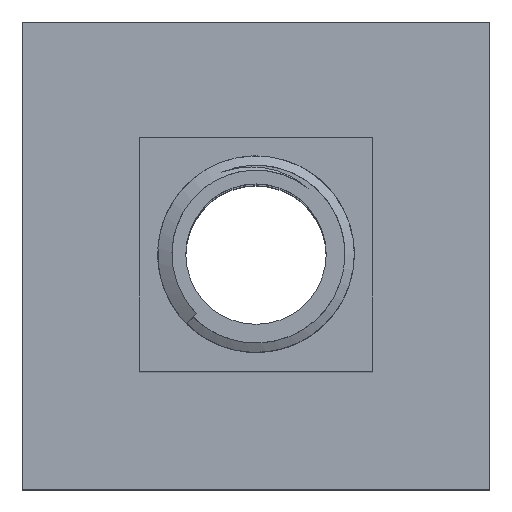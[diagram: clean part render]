
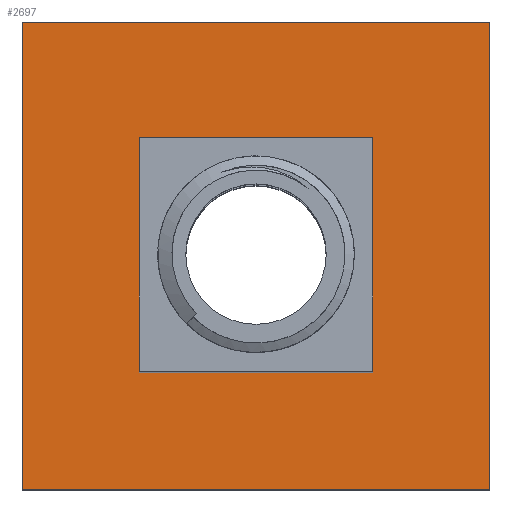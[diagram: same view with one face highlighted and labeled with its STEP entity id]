
A CAD part, top view. The second image highlights one B-rep face of the part: STEP entity #2697.
In plain terms, the highlighted planar face has unit normal (0, 0, 1).
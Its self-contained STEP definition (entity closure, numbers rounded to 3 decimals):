
#52 = CARTESIAN_POINT ( 'NONE',  ( 25., -25., 0. ) ) ;
#143 = VERTEX_POINT ( 'NONE', #3295 ) ;
#311 = CARTESIAN_POINT ( 'NONE',  ( 25., -25., 0. ) ) ;
#339 = DIRECTION ( 'NONE',  ( -1., 0., 0. ) ) ;
#528 = CARTESIAN_POINT ( 'NONE',  ( 0., 0., 0. ) ) ;
#619 = ORIENTED_EDGE ( 'NONE', *, *, #719, .F. ) ;
#693 = CARTESIAN_POINT ( 'NONE',  ( 0., 0., 0. ) ) ;
#719 = EDGE_CURVE ( 'NONE', #1364, #143, #3635, .T. ) ;
#758 = DIRECTION ( 'NONE',  ( 0., 1., 0. ) ) ;
#769 = ORIENTED_EDGE ( 'NONE', *, *, #4105, .F. ) ;
#810 = LINE ( 'NONE', #4384, #2027 ) ;
#929 = VECTOR ( 'NONE', #1648, 1000. ) ;
#976 = DIRECTION ( 'NONE',  ( 0., -1., 0. ) ) ;
#1025 = CARTESIAN_POINT ( 'NONE',  ( -9.5, 0., 0. ) ) ;
#1031 = LINE ( 'NONE', #1058, #2183 ) ;
#1058 = CARTESIAN_POINT ( 'NONE',  ( 25., -25., 0. ) ) ;
#1153 = EDGE_CURVE ( 'NONE', #3860, #1501, #3607, .T. ) ;
#1237 = ORIENTED_EDGE ( 'NONE', *, *, #1812, .F. ) ;
#1301 = CARTESIAN_POINT ( 'NONE',  ( 0., 0., 0. ) ) ;
#1334 = AXIS2_PLACEMENT_3D ( 'NONE', #528, #3055, #3739 ) ;
#1364 = VERTEX_POINT ( 'NONE', #4229 ) ;
#1501 = VERTEX_POINT ( 'NONE', #2011 ) ;
#1516 = ORIENTED_EDGE ( 'NONE', *, *, #3394, .T. ) ;
#1622 = FACE_BOUND ( 'NONE', #1764, .T. ) ;
#1643 = ORIENTED_EDGE ( 'NONE', *, *, #2518, .T. ) ;
#1648 = DIRECTION ( 'NONE',  ( 1., 0., 0. ) ) ;
#1764 = EDGE_LOOP ( 'NONE', ( #1516, #1643 ) ) ;
#1770 = ORIENTED_EDGE ( 'NONE', *, *, #1153, .F. ) ;
#1812 = EDGE_CURVE ( 'NONE', #1501, #1364, #810, .T. ) ;
#1822 = VERTEX_POINT ( 'NONE', #3985 ) ;
#2011 = CARTESIAN_POINT ( 'NONE',  ( -25., -25., 0. ) ) ;
#2027 = VECTOR ( 'NONE', #758, 1000. ) ;
#2183 = VECTOR ( 'NONE', #976, 1000. ) ;
#2359 = DIRECTION ( 'NONE',  ( -1., 0., 0. ) ) ;
#2473 = VECTOR ( 'NONE', #339, 1000. ) ;
#2518 = EDGE_CURVE ( 'NONE', #5095, #1822, #3041, .T. ) ;
#2629 = AXIS2_PLACEMENT_3D ( 'NONE', #1301, #4504, #3221 ) ;
#2670 = EDGE_LOOP ( 'NONE', ( #1237, #1770, #769, #619 ) ) ;
#2697 = ADVANCED_FACE ( 'NONE', ( #4400, #1622 ), #4108, .T. ) ;
#3041 = CIRCLE ( 'NONE', #4631, 9.5 ) ;
#3055 = DIRECTION ( 'NONE',  ( 0., 0., -1. ) ) ;
#3221 = DIRECTION ( 'NONE',  ( 1., 0., 0. ) ) ;
#3295 = CARTESIAN_POINT ( 'NONE',  ( 25., 25., 0. ) ) ;
#3394 = EDGE_CURVE ( 'NONE', #1822, #5095, #5109, .T. ) ;
#3607 = LINE ( 'NONE', #311, #2473 ) ;
#3635 = LINE ( 'NONE', #3947, #929 ) ;
#3739 = DIRECTION ( 'NONE',  ( -1., 0., 0. ) ) ;
#3860 = VERTEX_POINT ( 'NONE', #52 ) ;
#3947 = CARTESIAN_POINT ( 'NONE',  ( 25., 25., 0. ) ) ;
#3985 = CARTESIAN_POINT ( 'NONE',  ( 9.5, 0., 0. ) ) ;
#4105 = EDGE_CURVE ( 'NONE', #143, #3860, #1031, .T. ) ;
#4108 = PLANE ( 'NONE',  #2629 ) ;
#4229 = CARTESIAN_POINT ( 'NONE',  ( -25., 25., 0. ) ) ;
#4384 = CARTESIAN_POINT ( 'NONE',  ( -25., -25., 0. ) ) ;
#4400 = FACE_OUTER_BOUND ( 'NONE', #2670, .T. ) ;
#4504 = DIRECTION ( 'NONE',  ( 0., 0., 1. ) ) ;
#4631 = AXIS2_PLACEMENT_3D ( 'NONE', #693, #4708, #2359 ) ;
#4708 = DIRECTION ( 'NONE',  ( 0., 0., -1. ) ) ;
#5095 = VERTEX_POINT ( 'NONE', #1025 ) ;
#5109 = CIRCLE ( 'NONE', #1334, 9.5 ) ;
